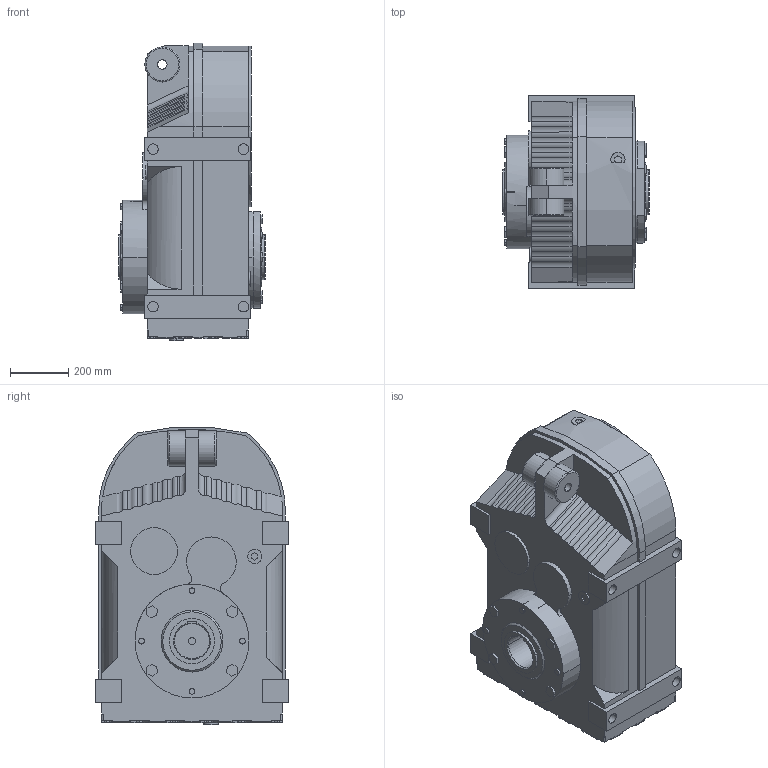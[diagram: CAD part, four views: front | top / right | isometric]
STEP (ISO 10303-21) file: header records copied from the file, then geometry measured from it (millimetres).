
FILE_DESCRIPTION(('STEP AP214'),'1');
FILE_NAME('cctmp_86F7794F-CEE0-4975-945A-E2F61E862980_2022_07_07_16_02_07_0903..stp','2022-07-07T14:02:08',('SEW-EURODRIVE GmbH & Co KG'),('CADClick - www.CADClick.com'),'Spatial InterOp 3D postprocessed',' ','unknown authorization');
FILE_SCHEMA(('AUTOMOTIVE_DESIGN'));
Length unit declared in the file: millimetre
Products named in the file (1): 2022_07_07_16_02_07_0887
Bounding box: 503 x 660 x 1019.08 mm (x, y, z)
Volume: 206392432.7 mm3; surface area: 2954752.7 mm2
Topology: 1 solids, 21 shells, 728 faces, 1843 edges, 1222 vertices
Faces by surface type: plane 447, cylinder 241, bspline 26, cone 10, torus 4
Entity records: 25263 total; most frequent: CARTESIAN_POINT 5490, ORIENTED_EDGE 3686, DIRECTION 3554, EDGE_CURVE 1843, VERTEX_POINT 1222, LINE 1208, VECTOR 1208, AXIS2_PLACEMENT_3D 1173
